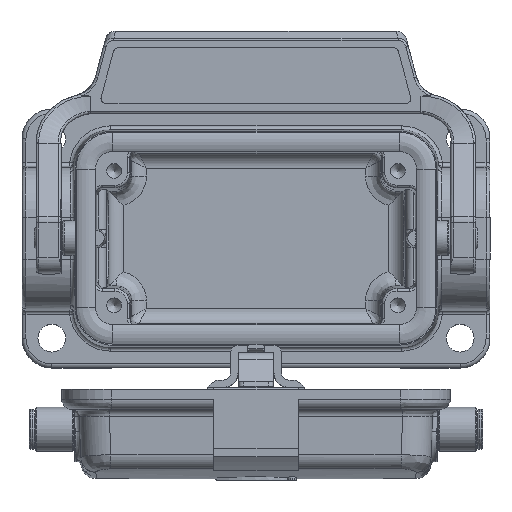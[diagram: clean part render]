
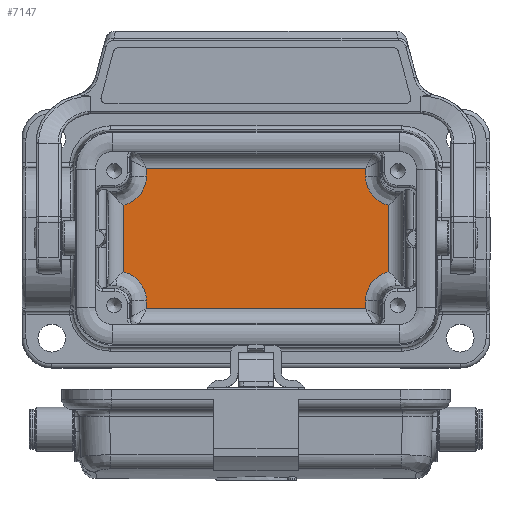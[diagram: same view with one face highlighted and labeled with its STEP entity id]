
A CAD part, top view. The second image highlights one B-rep face of the part: STEP entity #7147.
In plain terms, the highlighted planar face has unit normal (0, 0, 1).
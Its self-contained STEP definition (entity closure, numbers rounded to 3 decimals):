
#2896=FACE_OUTER_BOUND('',#9554,.T.);
#3770=PLANE('',#21931);
#4395=LINE('',#30997,#5785);
#4396=LINE('',#31086,#5786);
#4405=LINE('',#31280,#5795);
#4408=LINE('',#31288,#5798);
#4422=LINE('',#31347,#5812);
#4423=LINE('',#31349,#5813);
#4424=LINE('',#31351,#5814);
#4425=LINE('',#31352,#5815);
#5785=VECTOR('',#24099,1.);
#5786=VECTOR('',#24120,1.);
#5795=VECTOR('',#24177,1.);
#5798=VECTOR('',#24186,1.);
#5812=VECTOR('',#24232,1.);
#5813=VECTOR('',#24233,1.);
#5814=VECTOR('',#24234,1.);
#5815=VECTOR('',#24235,1.);
#7147=ADVANCED_FACE('',(#2896),#3770,.F.);
#9554=EDGE_LOOP('',(#11327,#11328,#11329,#11330,#11331,#11332,#11333,#11334,
#11335,#11336,#11337,#11338));
#11327=ORIENTED_EDGE('',*,*,#18083,.T.);
#11328=ORIENTED_EDGE('',*,*,#18132,.T.);
#11329=ORIENTED_EDGE('',*,*,#18133,.T.);
#11330=ORIENTED_EDGE('',*,*,#18134,.T.);
#11331=ORIENTED_EDGE('',*,*,#18079,.T.);
#11332=ORIENTED_EDGE('',*,*,#18071,.T.);
#11333=ORIENTED_EDGE('',*,*,#18069,.T.);
#11334=ORIENTED_EDGE('',*,*,#18107,.T.);
#11335=ORIENTED_EDGE('',*,*,#18135,.T.);
#11336=ORIENTED_EDGE('',*,*,#18103,.T.);
#11337=ORIENTED_EDGE('',*,*,#18064,.T.);
#11338=ORIENTED_EDGE('',*,*,#18059,.T.);
#16219=VERTEX_POINT('',#30996);
#16220=VERTEX_POINT('',#30998);
#16224=VERTEX_POINT('',#31011);
#16228=VERTEX_POINT('',#31049);
#16229=VERTEX_POINT('',#31051);
#16230=VERTEX_POINT('',#31087);
#16235=VERTEX_POINT('',#31101);
#16239=VERTEX_POINT('',#31141);
#16250=VERTEX_POINT('',#31209);
#16253=VERTEX_POINT('',#31245);
#16274=VERTEX_POINT('',#31348);
#16275=VERTEX_POINT('',#31350);
#18059=EDGE_CURVE('',#16220,#16219,#4395,.T.);
#18064=EDGE_CURVE('',#16224,#16220,#20414,.T.);
#18069=EDGE_CURVE('',#16229,#16228,#20416,.T.);
#18071=EDGE_CURVE('',#16230,#16229,#4396,.T.);
#18079=EDGE_CURVE('',#16235,#16230,#20420,.T.);
#18083=EDGE_CURVE('',#16219,#16239,#20422,.T.);
#18103=EDGE_CURVE('',#16253,#16224,#4405,.T.);
#18107=EDGE_CURVE('',#16228,#16250,#4408,.T.);
#18132=EDGE_CURVE('',#16239,#16274,#4422,.T.);
#18133=EDGE_CURVE('',#16274,#16275,#4423,.T.);
#18134=EDGE_CURVE('',#16275,#16235,#4424,.T.);
#18135=EDGE_CURVE('',#16250,#16253,#4425,.T.);
#20414=ELLIPSE('',#21882,6.002,6.);
#20416=ELLIPSE('',#21887,6.002,6.);
#20420=ELLIPSE('',#21894,6.002,6.);
#20422=ELLIPSE('',#21898,6.002,6.);
#21882=AXIS2_PLACEMENT_3D('',#31010,#24108,#24109);
#21887=AXIS2_PLACEMENT_3D('',#31050,#24118,#24119);
#21894=AXIS2_PLACEMENT_3D('',#31105,#24134,#24135);
#21898=AXIS2_PLACEMENT_3D('',#31142,#24142,#24143);
#21931=AXIS2_PLACEMENT_3D('',#31353,#24236,#24237);
#24099=DIRECTION('',(0.,-1.,0.));
#24108=DIRECTION('',(0.,0.,-1.));
#24109=DIRECTION('',(-0.707,0.707,0.));
#24118=DIRECTION('',(0.,0.,-1.));
#24119=DIRECTION('',(0.707,0.707,0.));
#24120=DIRECTION('',(0.,1.,0.));
#24134=DIRECTION('',(0.,0.,-1.));
#24135=DIRECTION('',(-0.707,0.707,0.));
#24142=DIRECTION('',(0.,0.,-1.));
#24143=DIRECTION('',(0.707,0.707,0.));
#24177=DIRECTION('',(0.,-1.,0.));
#24186=DIRECTION('',(0.,1.,0.));
#24232=DIRECTION('',(0.,-1.,0.));
#24233=DIRECTION('',(1.,0.,0.));
#24234=DIRECTION('',(0.,1.,0.));
#24235=DIRECTION('',(-1.,0.,0.));
#24236=DIRECTION('',(0.,0.,-1.));
#24237=DIRECTION('',(-1.,0.,0.));
#30996=CARTESIAN_POINT('',(-26.586,-6.704,-38.25));
#30997=CARTESIAN_POINT('',(-26.586,-9.482,-38.25));
#30998=CARTESIAN_POINT('',(-26.586,6.704,-38.25));
#31010=CARTESIAN_POINT('',(-28.006,12.535,-38.25));
#31011=CARTESIAN_POINT('',(-22.005,12.533,-38.25));
#31049=CARTESIAN_POINT('',(22.005,12.533,-38.25));
#31050=CARTESIAN_POINT('',(28.006,12.535,-38.25));
#31051=CARTESIAN_POINT('',(26.586,6.704,-38.25));
#31086=CARTESIAN_POINT('',(26.586,-17.75,-38.25));
#31087=CARTESIAN_POINT('',(26.586,-6.704,-38.25));
#31101=CARTESIAN_POINT('',(22.005,-12.533,-38.25));
#31105=CARTESIAN_POINT('',(28.006,-12.535,-38.25));
#31141=CARTESIAN_POINT('',(-22.005,-12.533,-38.25));
#31142=CARTESIAN_POINT('',(-28.006,-12.535,-38.25));
#31209=CARTESIAN_POINT('',(22.005,14.132,-38.25));
#31245=CARTESIAN_POINT('',(-22.005,14.132,-38.25));
#31280=CARTESIAN_POINT('',(-22.005,12.482,-38.25));
#31288=CARTESIAN_POINT('',(22.005,15.555,-38.25));
#31347=CARTESIAN_POINT('',(-22.005,-15.555,-38.25));
#31348=CARTESIAN_POINT('',(-22.005,-14.132,-38.25));
#31349=CARTESIAN_POINT('',(24.953,-14.132,-38.25));
#31350=CARTESIAN_POINT('',(22.005,-14.132,-38.25));
#31351=CARTESIAN_POINT('',(22.005,-12.482,-38.25));
#31352=CARTESIAN_POINT('',(24.953,14.132,-38.25));
#31353=CARTESIAN_POINT('',(24.953,-17.75,-38.25));
